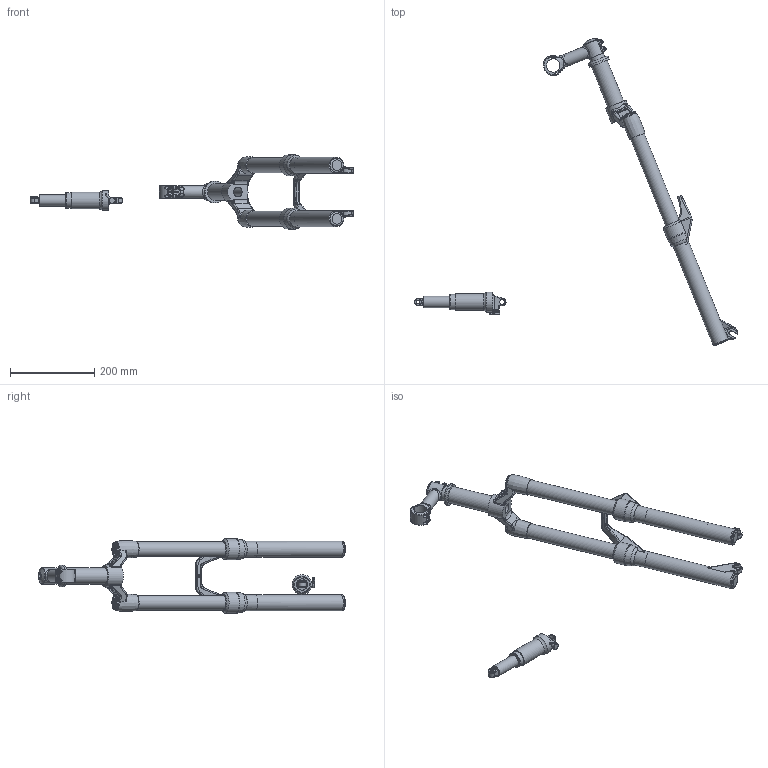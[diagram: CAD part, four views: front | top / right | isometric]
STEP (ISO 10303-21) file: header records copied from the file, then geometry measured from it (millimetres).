
FILE_DESCRIPTION(/* description */ ('STEP AP242 Edition 2','CAx-IF Rec.Pracs.---Representation and Presentation of Product Manufacturing Information (PMI)---4.0---2014-10-13','CAx-IF Rec.Pracs.---3D Tessellated Geometry---0.4---2014-09-14','2;1','CAx-IF Rec.Pracs.---User Defined Attributes---1.5---2016-08-15'),/* implementation_level */ '2;1');
FILE_NAME(/* name */ '69564860288fd9bb63804fa9',/* time_stamp */ '2026-01-01T10:11:45Z',/* author */ (''),/* organization */ (''),/* preprocessor_version */ 'ST-DEVELOPER v20',/* originating_system */ 'ONSHAPE BY PTC INC, 1.208',/* authorisation */ ' ');
FILE_SCHEMA (('AP242_MANAGED_MODEL_BASED_3D_ENGINEERING_MIM_LF { 1 0 10303 442 3 1 4 }'));
Length unit declared in the file: metre
Products named in the file (11): Chamber; Stem; Headset Cap; Shaft; Spacer; Stem Cap; Handle; Crown; Bushing; Forks
Bounding box: 768.24 x 728.92 x 177.75 mm (x, y, z)
Volume: 1539897.8 mm3; surface area: 380765.2 mm2
Topology: 11 solids, 13 shells, 844 faces, 2036 edges, 1209 vertices
Faces by surface type: cylinder 327, plane 237, bspline 151, torus 80, sphere 33, cone 16
Full cylindrical faces by diameter (mm): 3.4 x12, 5 x1, 5.08 x1, 6.5 x6, 7.62 x2, 8 x2, 10.795 x2, 12 x2, 12.7 x1, 14 x1, 16 x1, 22.225 x1, 27 x2, 28.575 x3, 34.278 x2, 34.925 x7, 36 x1, 36.8 x1, 38.1 x3, 40 x2, 47.5 x1, 52.083 x2
Entity records: 28970 total; most frequent: CARTESIAN_POINT 9426, ORIENTED_EDGE 3772, DIRECTION 3638, EDGE_CURVE 1886, AXIS2_PLACEMENT_3D 1490, VERTEX_POINT 1185, FACE_BOUND 1001, EDGE_LOOP 999
